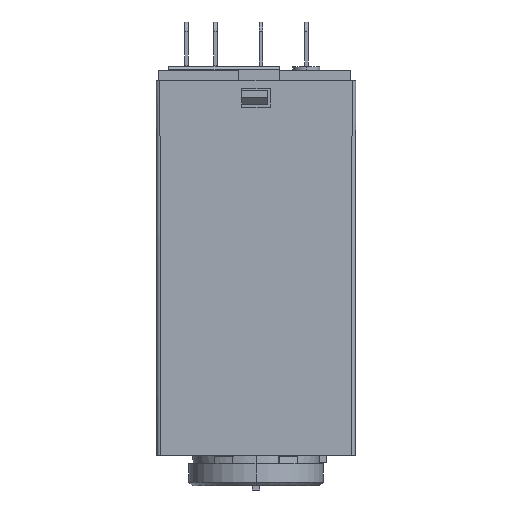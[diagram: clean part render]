
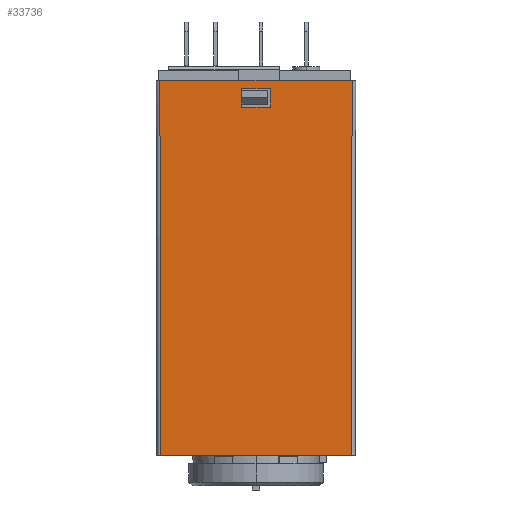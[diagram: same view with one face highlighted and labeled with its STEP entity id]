
A CAD part, left-side view. The second image highlights one B-rep face of the part: STEP entity #33736.
In plain terms, the highlighted planar face has unit normal (-1, 0, -0.002).
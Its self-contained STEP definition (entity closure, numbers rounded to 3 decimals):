
#366 = DIRECTION ( 'NONE',  ( -0.001, -0.001, 1. ) ) ;
#1000 = LINE ( 'NONE', #4485, #18583 ) ;
#1547 = CARTESIAN_POINT ( 'NONE',  ( -10.618, 14.2, -4.305 ) ) ;
#2407 = EDGE_CURVE ( 'NONE', #9322, #35343, #30260, .T. ) ;
#3066 = ORIENTED_EDGE ( 'NONE', *, *, #27103, .F. ) ;
#3247 = ORIENTED_EDGE ( 'NONE', *, *, #20239, .T. ) ;
#3430 = DIRECTION ( 'NONE',  ( 0., 1., 0. ) ) ;
#4005 = VERTEX_POINT ( 'NONE', #26161 ) ;
#4078 = CARTESIAN_POINT ( 'NONE',  ( -10.622, -13.472, -1.6 ) ) ;
#4485 = CARTESIAN_POINT ( 'NONE',  ( -10.622, -12.6, -1.6 ) ) ;
#6147 = DIRECTION ( 'NONE',  ( -0.001, 0., 1. ) ) ;
#6536 = CARTESIAN_POINT ( 'NONE',  ( -10.694, 2., 47.6 ) ) ;
#6567 = ORIENTED_EDGE ( 'NONE', *, *, #2407, .T. ) ;
#8464 = DIRECTION ( 'NONE',  ( 0., -1., 0. ) ) ;
#9322 = VERTEX_POINT ( 'NONE', #36993 ) ;
#9965 = VECTOR ( 'NONE', #17316, 1000. ) ;
#10668 = VECTOR ( 'NONE', #366, 1000. ) ;
#10688 = DIRECTION ( 'NONE',  ( 0.001, 0., -1. ) ) ;
#11433 = AXIS2_PLACEMENT_3D ( 'NONE', #1547, #36170, #23250 ) ;
#11648 = LINE ( 'NONE', #6536, #16034 ) ;
#11669 = CARTESIAN_POINT ( 'NONE',  ( -10.622, 13.472, -1.599 ) ) ;
#11855 = EDGE_LOOP ( 'NONE', ( #6567, #24974, #18996, #38695 ) ) ;
#13295 = CARTESIAN_POINT ( 'NONE',  ( -10.698, 2., 50.2 ) ) ;
#14359 = PLANE ( 'NONE',  #11433 ) ;
#14366 = CARTESIAN_POINT ( 'NONE',  ( -10.694, -2., 47.6 ) ) ;
#14759 = VERTEX_POINT ( 'NONE', #4078 ) ;
#16034 = VECTOR ( 'NONE', #6147, 1000. ) ;
#16875 = VECTOR ( 'NONE', #8464, 1000. ) ;
#17316 = DIRECTION ( 'NONE',  ( 0., -1., 0. ) ) ;
#17324 = CARTESIAN_POINT ( 'NONE',  ( -10.698, -2., 50.2 ) ) ;
#17330 = VECTOR ( 'NONE', #3430, 1000. ) ;
#18262 = EDGE_CURVE ( 'NONE', #26363, #14759, #1000, .T. ) ;
#18281 = LINE ( 'NONE', #33119, #9965 ) ;
#18583 = VECTOR ( 'NONE', #22657, 1000. ) ;
#18918 = VERTEX_POINT ( 'NONE', #13295 ) ;
#18996 = ORIENTED_EDGE ( 'NONE', *, *, #31106, .T. ) ;
#19904 = VECTOR ( 'NONE', #10688, 1000. ) ;
#20239 = EDGE_CURVE ( 'NONE', #14759, #4005, #39127, .T. ) ;
#20703 = ORIENTED_EDGE ( 'NONE', *, *, #27918, .T. ) ;
#21904 = VERTEX_POINT ( 'NONE', #33361 ) ;
#22175 = CARTESIAN_POINT ( 'NONE',  ( -10.622, 13.472, -1.6 ) ) ;
#22657 = DIRECTION ( 'NONE',  ( 0., -1., 0. ) ) ;
#22762 = EDGE_CURVE ( 'NONE', #18918, #9322, #33136, .T. ) ;
#23250 = DIRECTION ( 'NONE',  ( -0.001, 0., 1. ) ) ;
#24114 = DIRECTION ( 'NONE',  ( 0.001, -0.001, -1. ) ) ;
#24974 = ORIENTED_EDGE ( 'NONE', *, *, #25589, .T. ) ;
#25589 = EDGE_CURVE ( 'NONE', #35343, #21904, #40386, .T. ) ;
#26075 = VECTOR ( 'NONE', #24114, 1000. ) ;
#26161 = CARTESIAN_POINT ( 'NONE',  ( -10.7, -13.55, 51.4 ) ) ;
#26280 = CARTESIAN_POINT ( 'NONE',  ( -10.694, -2., 47.6 ) ) ;
#26363 = VERTEX_POINT ( 'NONE', #22175 ) ;
#26799 = ORIENTED_EDGE ( 'NONE', *, *, #18262, .T. ) ;
#26870 = VERTEX_POINT ( 'NONE', #34370 ) ;
#27103 = EDGE_CURVE ( 'NONE', #26870, #4005, #18281, .T. ) ;
#27554 = LINE ( 'NONE', #11669, #26075 ) ;
#27918 = EDGE_CURVE ( 'NONE', #26870, #26363, #27554, .T. ) ;
#28532 = CARTESIAN_POINT ( 'NONE',  ( -10.7, -13.55, 51.401 ) ) ;
#28585 = CARTESIAN_POINT ( 'NONE',  ( -10.694, -2., 47.6 ) ) ;
#30063 = FACE_BOUND ( 'NONE', #11855, .T. ) ;
#30260 = LINE ( 'NONE', #14366, #19904 ) ;
#30544 = FACE_OUTER_BOUND ( 'NONE', #40240, .T. ) ;
#31106 = EDGE_CURVE ( 'NONE', #21904, #18918, #11648, .T. ) ;
#33119 = CARTESIAN_POINT ( 'NONE',  ( -10.7, -12.6, 51.4 ) ) ;
#33136 = LINE ( 'NONE', #17324, #16875 ) ;
#33361 = CARTESIAN_POINT ( 'NONE',  ( -10.694, 2., 47.6 ) ) ;
#33736 = ADVANCED_FACE ( 'NONE', ( #30544, #30063 ), #14359, .T. ) ;
#34370 = CARTESIAN_POINT ( 'NONE',  ( -10.7, 13.55, 51.4 ) ) ;
#35343 = VERTEX_POINT ( 'NONE', #26280 ) ;
#36170 = DIRECTION ( 'NONE',  ( -1., 0., -0.001 ) ) ;
#36993 = CARTESIAN_POINT ( 'NONE',  ( -10.698, -2., 50.2 ) ) ;
#38695 = ORIENTED_EDGE ( 'NONE', *, *, #22762, .T. ) ;
#39127 = LINE ( 'NONE', #28532, #10668 ) ;
#40240 = EDGE_LOOP ( 'NONE', ( #3066, #20703, #26799, #3247 ) ) ;
#40386 = LINE ( 'NONE', #28585, #17330 ) ;
